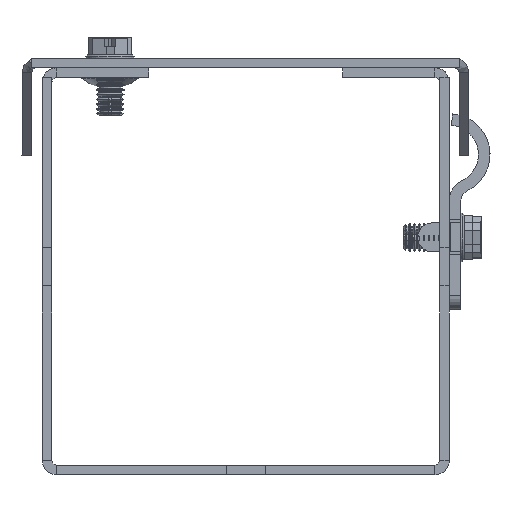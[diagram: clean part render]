
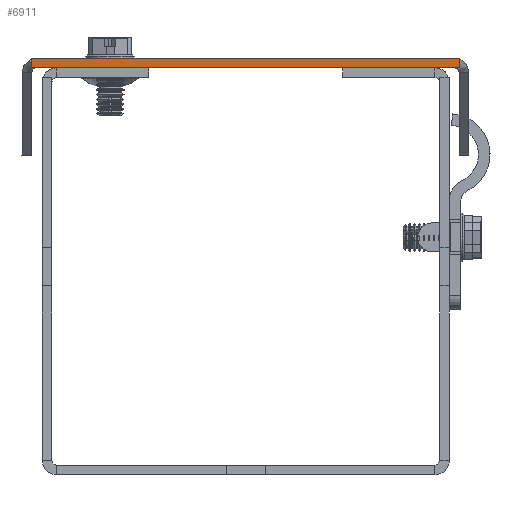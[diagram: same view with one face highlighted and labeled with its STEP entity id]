
A CAD part, left-side view. The second image highlights one B-rep face of the part: STEP entity #6911.
In plain terms, the highlighted face is planar.
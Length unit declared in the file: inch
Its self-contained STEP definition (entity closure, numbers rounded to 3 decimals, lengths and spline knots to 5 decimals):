
#706=LINE('',#11219,#1339);
#715=LINE('',#11237,#1348);
#734=LINE('',#11276,#1367);
#736=LINE('',#11281,#1369);
#1339=VECTOR('',#8840,2.755);
#1348=VECTOR('',#8857,2.755);
#1367=VECTOR('',#8900,0.0625);
#1369=VECTOR('',#8908,0.0625);
#1666=PLANE('',#7411);
#2171=FACE_OUTER_BOUND('',#2657,.T.);
#2657=EDGE_LOOP('',(#5903,#5904,#5905,#5906));
#3471=VERTEX_POINT('',#11216);
#3472=VERTEX_POINT('',#11218);
#3476=VERTEX_POINT('',#11234);
#3477=VERTEX_POINT('',#11236);
#4291=EDGE_CURVE('',#3472,#3471,#706,.T.);
#4300=EDGE_CURVE('',#3477,#3476,#715,.T.);
#4320=EDGE_CURVE('',#3477,#3471,#734,.T.);
#4322=EDGE_CURVE('',#3476,#3472,#736,.T.);
#5903=ORIENTED_EDGE('',*,*,#4291,.T.);
#5904=ORIENTED_EDGE('',*,*,#4320,.F.);
#5905=ORIENTED_EDGE('',*,*,#4300,.T.);
#5906=ORIENTED_EDGE('',*,*,#4322,.T.);
#6911=ADVANCED_FACE('',(#2171),#1666,.T.);
#7411=AXIS2_PLACEMENT_3D('',#11282,#8909,#8910);
#8840=DIRECTION('',(0.,-1.,0.));
#8857=DIRECTION('',(0.,1.,0.));
#8900=DIRECTION('',(0.,0.,1.));
#8908=DIRECTION('',(0.,0.,1.));
#8909=DIRECTION('center_axis',(1.,0.,0.));
#8910=DIRECTION('ref_axis',(0.,0.,-1.));
#11216=CARTESIAN_POINT('',(72.,0.,0.0625));
#11218=CARTESIAN_POINT('',(72.,2.755,0.0625));
#11219=CARTESIAN_POINT('',(72.,0.,0.0625));
#11234=CARTESIAN_POINT('',(72.,2.755,0.));
#11236=CARTESIAN_POINT('',(72.,0.,0.));
#11237=CARTESIAN_POINT('',(72.,0.,0.));
#11276=CARTESIAN_POINT('',(72.,0.,0.));
#11281=CARTESIAN_POINT('',(72.,2.755,0.));
#11282=CARTESIAN_POINT('Origin',(72.,2.755,0.));
